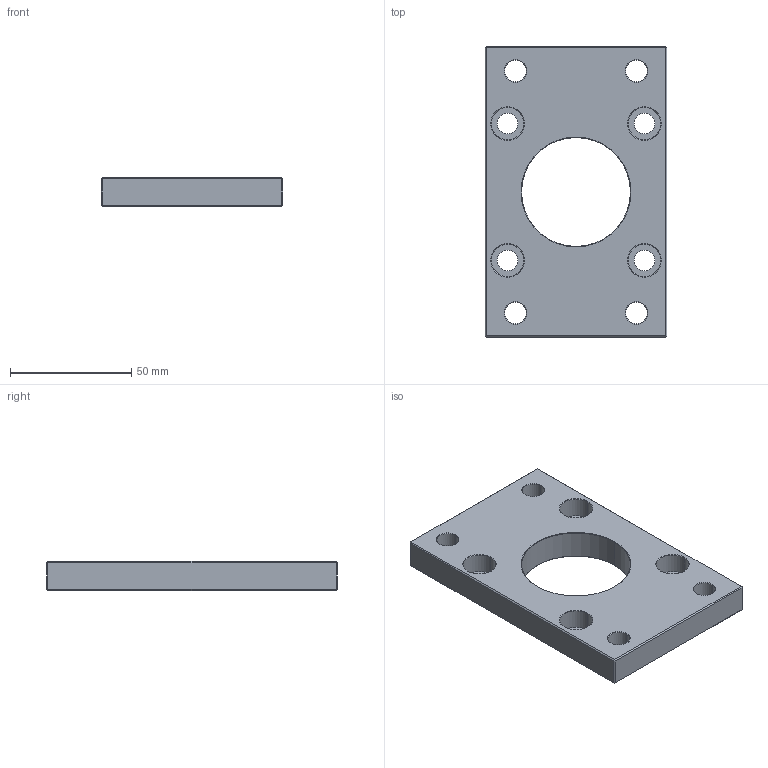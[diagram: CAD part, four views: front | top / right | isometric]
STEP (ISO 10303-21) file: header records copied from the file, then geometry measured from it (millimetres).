
FILE_DESCRIPTION (( 'STEP AP214' ), '1' );
FILE_NAME ('XFL-063.STEP', '2005-09-02T14:26:06', ( 'luigip' ), ( '' ), 'SwSTEP 2.0', 'SolidWorks 2005143', '' );
FILE_SCHEMA (( 'AUTOMOTIVE_DESIGN' ));
Length unit declared in the file: millimetre
Products named in the file (1): XFL-063
Bounding box: 75 x 120 x 12 mm (x, y, z)
Volume: 80085.8 mm3; surface area: 23096.7 mm2
Topology: 1 solids, 1 shells, 76 faces, 166 edges, 96 vertices
Faces by surface type: plane 30, cylinder 26, cone 20
Entity records: 2109 total; most frequent: DIRECTION 392, CARTESIAN_POINT 339, ORIENTED_EDGE 332, EDGE_CURVE 166, AXIS2_PLACEMENT_3D 149, EDGE_LOOP 98, VERTEX_POINT 96, VECTOR 94
